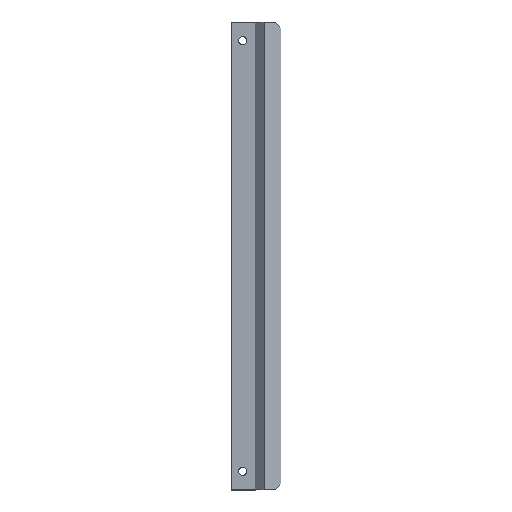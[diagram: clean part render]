
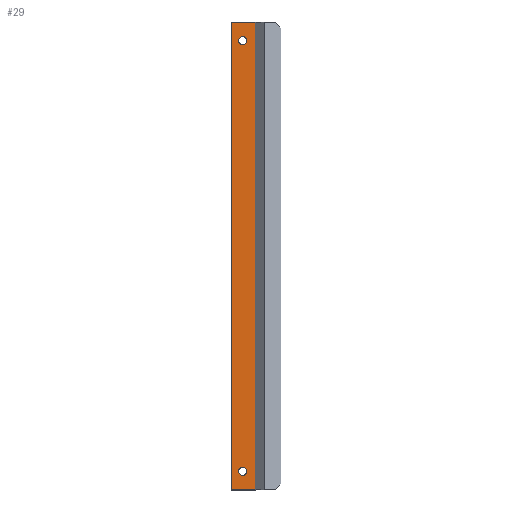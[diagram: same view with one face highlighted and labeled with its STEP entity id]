
A CAD part, top view. The second image highlights one B-rep face of the part: STEP entity #29.
In plain terms, the highlighted planar face has unit normal (0, 0, 1).
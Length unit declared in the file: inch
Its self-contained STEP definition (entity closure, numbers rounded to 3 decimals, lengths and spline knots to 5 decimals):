
#1 = EDGE_CURVE ( 'NONE', #36, #422, #8, .T. ) ;
#8 = LINE ( 'NONE', #159, #160 ) ;
#17 = CARTESIAN_POINT ( 'NONE',  ( 1.41546, 15.70866, 0. ) ) ;
#26 = VERTEX_POINT ( 'NONE', #283 ) ;
#29 = ADVANCED_FACE ( 'NONE', ( #320, #87, #440 ), #50, .F. ) ;
#31 = ORIENTED_EDGE ( 'NONE', *, *, #420, .T. ) ;
#36 = VERTEX_POINT ( 'NONE', #209 ) ;
#45 = ORIENTED_EDGE ( 'NONE', *, *, #146, .T. ) ;
#50 = PLANE ( 'NONE',  #155 ) ;
#59 = DIRECTION ( 'NONE',  ( 0., -1., 0. ) ) ;
#80 = DIRECTION ( 'NONE',  ( 0., 1., 0. ) ) ;
#83 = DIRECTION ( 'NONE',  ( -1., 0., 0. ) ) ;
#87 = FACE_BOUND ( 'NONE', #348, .T. ) ;
#88 = EDGE_CURVE ( 'NONE', #26, #36, #491, .T. ) ;
#99 = ORIENTED_EDGE ( 'NONE', *, *, #88, .T. ) ;
#116 = VERTEX_POINT ( 'NONE', #280 ) ;
#119 = VERTEX_POINT ( 'NONE', #282 ) ;
#123 = EDGE_LOOP ( 'NONE', ( #224 ) ) ;
#135 = VECTOR ( 'NONE', #174, 39.37008 ) ;
#146 = EDGE_CURVE ( 'NONE', #119, #119, #180, .T. ) ;
#150 = EDGE_CURVE ( 'NONE', #26, #450, #408, .T. ) ;
#155 = AXIS2_PLACEMENT_3D ( 'NONE', #472, #437, #83 ) ;
#156 = CARTESIAN_POINT ( 'NONE',  ( 0.81693, 15.70866, 0. ) ) ;
#159 = CARTESIAN_POINT ( 'NONE',  ( -0.81693, -15.70866, 0. ) ) ;
#160 = VECTOR ( 'NONE', #285, 39.37008 ) ;
#171 = DIRECTION ( 'NONE',  ( 0., 0., -1. ) ) ;
#174 = DIRECTION ( 'NONE',  ( 1., 0., 0. ) ) ;
#180 = CIRCLE ( 'NONE', #327, 0.27559 ) ;
#209 = CARTESIAN_POINT ( 'NONE',  ( -0.81693, -15.70866, 0. ) ) ;
#211 = CARTESIAN_POINT ( 'NONE',  ( -0.02953, 14.44882, 0. ) ) ;
#219 = CARTESIAN_POINT ( 'NONE',  ( -0.81693, 15.70866, 0. ) ) ;
#224 = ORIENTED_EDGE ( 'NONE', *, *, #238, .T. ) ;
#231 = VECTOR ( 'NONE', #59, 39.37008 ) ;
#238 = EDGE_CURVE ( 'NONE', #116, #116, #303, .T. ) ;
#256 = DIRECTION ( 'NONE',  ( 0., 0., -1. ) ) ;
#269 = ORIENTED_EDGE ( 'NONE', *, *, #150, .F. ) ;
#280 = CARTESIAN_POINT ( 'NONE',  ( 0.24606, 14.44882, 0. ) ) ;
#282 = CARTESIAN_POINT ( 'NONE',  ( 0.24606, -14.44882, 0. ) ) ;
#283 = CARTESIAN_POINT ( 'NONE',  ( -0.81693, 15.70866, 0. ) ) ;
#285 = DIRECTION ( 'NONE',  ( 1., 0., 0. ) ) ;
#287 = VECTOR ( 'NONE', #80, 39.37008 ) ;
#303 = CIRCLE ( 'NONE', #432, 0.27559 ) ;
#320 = FACE_OUTER_BOUND ( 'NONE', #477, .T. ) ;
#321 = CARTESIAN_POINT ( 'NONE',  ( 0.81693, 15.70866, 0. ) ) ;
#327 = AXIS2_PLACEMENT_3D ( 'NONE', #413, #256, #334 ) ;
#329 = DIRECTION ( 'NONE',  ( 1., 0., 0. ) ) ;
#334 = DIRECTION ( 'NONE',  ( 1., 0., 0. ) ) ;
#348 = EDGE_LOOP ( 'NONE', ( #45 ) ) ;
#408 = LINE ( 'NONE', #17, #135 ) ;
#413 = CARTESIAN_POINT ( 'NONE',  ( -0.02953, -14.44882, 0. ) ) ;
#420 = EDGE_CURVE ( 'NONE', #422, #450, #436, .T. ) ;
#422 = VERTEX_POINT ( 'NONE', #473 ) ;
#432 = AXIS2_PLACEMENT_3D ( 'NONE', #211, #171, #329 ) ;
#436 = LINE ( 'NONE', #321, #287 ) ;
#437 = DIRECTION ( 'NONE',  ( 0., 0., -1. ) ) ;
#440 = FACE_BOUND ( 'NONE', #123, .T. ) ;
#450 = VERTEX_POINT ( 'NONE', #156 ) ;
#456 = ORIENTED_EDGE ( 'NONE', *, *, #1, .T. ) ;
#472 = CARTESIAN_POINT ( 'NONE',  ( -0.81693, 15.70866, 0. ) ) ;
#473 = CARTESIAN_POINT ( 'NONE',  ( 0.81693, -15.70866, 0. ) ) ;
#477 = EDGE_LOOP ( 'NONE', ( #31, #269, #99, #456 ) ) ;
#491 = LINE ( 'NONE', #219, #231 ) ;
